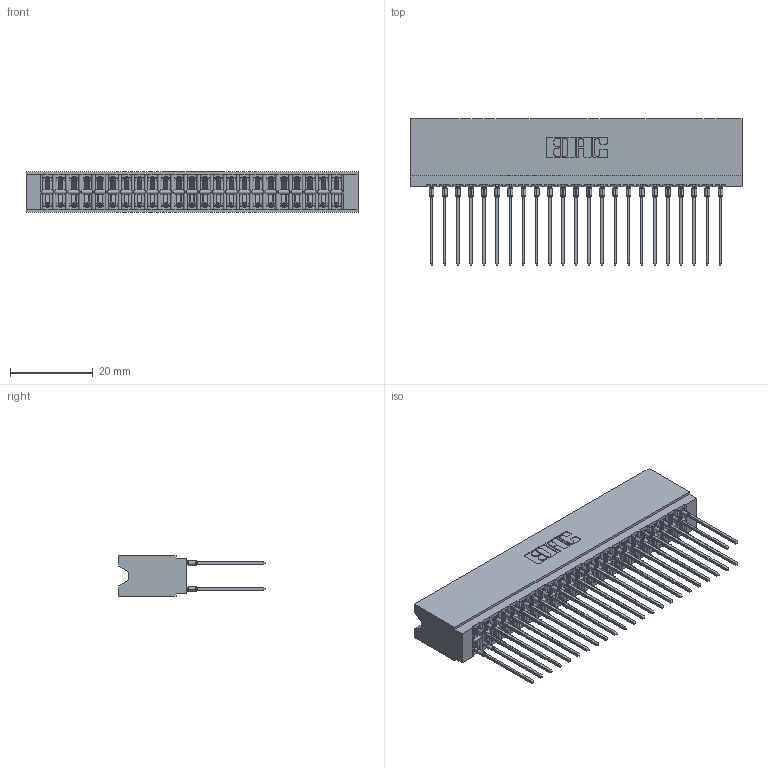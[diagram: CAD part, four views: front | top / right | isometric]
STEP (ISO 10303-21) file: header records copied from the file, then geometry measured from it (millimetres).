
FILE_DESCRIPTION (( 'STEP AP203' ), '1' );
FILE_NAME ('746-046-541-606.STEP', '2026-02-27T15:14:10', ( '' ), ( '' ), 'SwSTEP 2.0', 'SolidWorks 2023', '' );
FILE_SCHEMA (( 'CONFIG_CONTROL_DESIGN' ));
Length unit declared in the file: millimetre
Products named in the file (3): 746-046-541-606; 746-292-001_541; 746 Part_.340 Slot Depth - 06
Assembly tree (47 placements, depth 2):
  746-046-541-606
    746 Part_.340 Slot Depth - 06
    746-292-001_541  x46
Bounding box: 80.26 x 35.42 x 9.91 mm (x, y, z)
Volume: 9565.2 mm3; surface area: 14906.4 mm2
Topology: 47 solids, 47 shells, 4215 faces, 11581 edges, 7374 vertices
Faces by surface type: plane 2172, bspline 920, cylinder 847, torus 276
Entity records: 38191 total; most frequent: CARTESIAN_POINT 7758, ORIENTED_EDGE 6512, DIRECTION 5470, EDGE_CURVE 3256, LINE 2842, VECTOR 2842, VERTEX_POINT 2154, AXIS2_PLACEMENT_3D 1314
